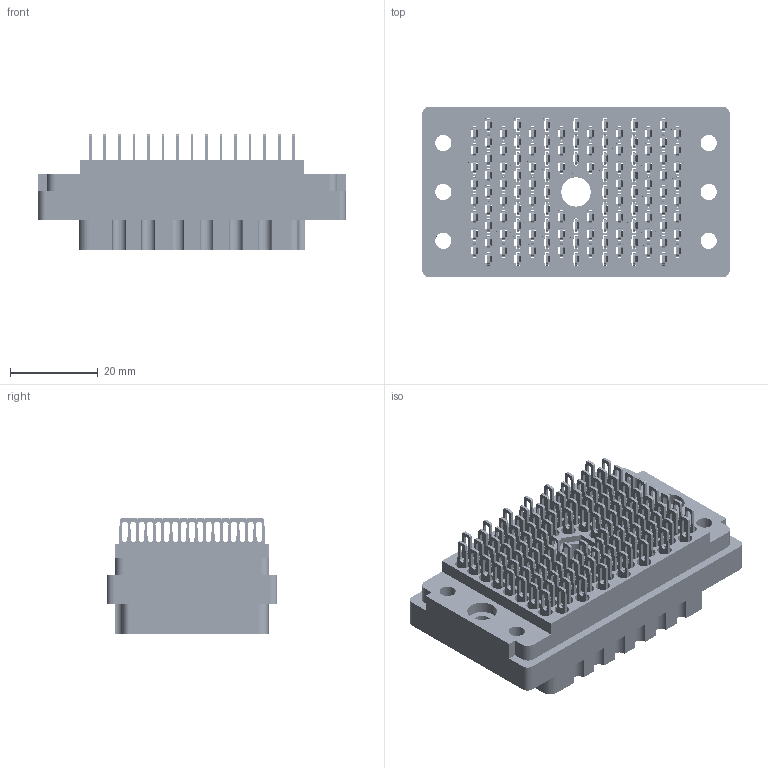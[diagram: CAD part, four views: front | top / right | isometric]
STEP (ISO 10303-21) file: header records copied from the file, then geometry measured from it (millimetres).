
FILE_DESCRIPTION (( 'STEP AP203' ), '1' );
FILE_NAME ('516-120-500-200.STEP', '2020-03-07T00:14:35', ( '' ), ( '' ), 'SwSTEP 2.0', 'SolidWorks 2016', '' );
FILE_SCHEMA (( 'CONFIG_CONTROL_DESIGN' ));
Length unit declared in the file: inch
Products named in the file (3): 516 Part Receptacle_120; 516-292-001_500 Contact; 516-120-500-200
Assembly tree (121 placements, depth 2):
  516-120-500-200
    516 Part Receptacle_120
    516-292-001_500 Contact  x120
Bounding box: 69.85 x 38.73 x 26.21 mm (x, y, z)
Volume: 28970.2 mm3; surface area: 59333.5 mm2
Topology: 121 solids, 121 shells, 11606 faces, 33800 edges, 22452 vertices
Faces by surface type: plane 6951, cylinder 3933, bspline 720, cone 2
Entity records: 90774 total; most frequent: CARTESIAN_POINT 15669, ORIENTED_EDGE 15240, DIRECTION 14858, EDGE_CURVE 7620, LINE 5674, VECTOR 5674, VERTEX_POINT 5078, AXIS2_PLACEMENT_3D 4592
